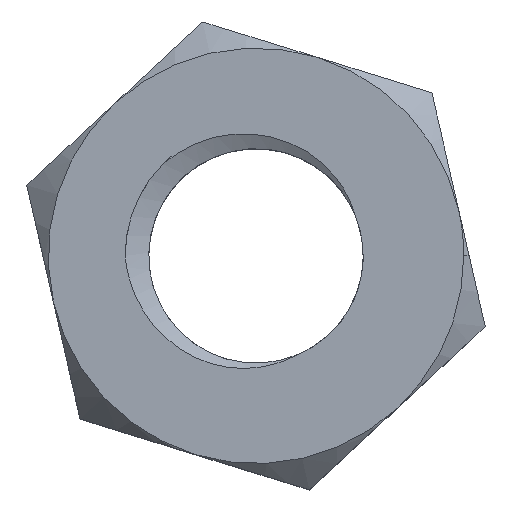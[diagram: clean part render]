
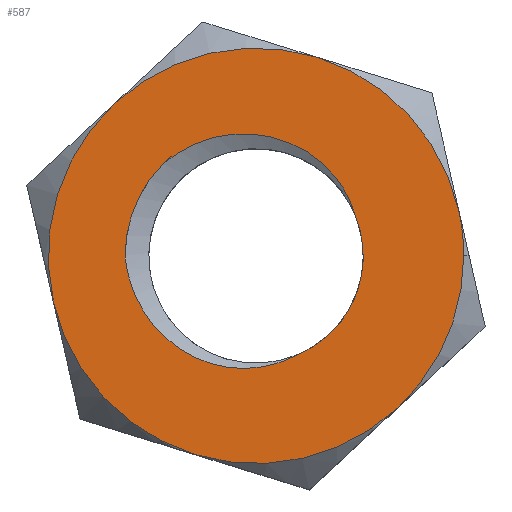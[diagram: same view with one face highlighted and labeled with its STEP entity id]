
A CAD part, top view. The second image highlights one B-rep face of the part: STEP entity #587.
In plain terms, the highlighted planar face has unit normal (0, 0, 1).
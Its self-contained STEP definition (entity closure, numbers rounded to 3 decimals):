
#12 = DIRECTION ( 'NONE',  ( 1., 0., 0. ) ) ;
#24 = DIRECTION ( 'NONE',  ( 0., 0., 1. ) ) ;
#31 = CARTESIAN_POINT ( 'NONE',  ( 2.322, 0.53, 1. ) ) ;
#36 = CARTESIAN_POINT ( 'NONE',  ( 0.613, -1.078, 1. ) ) ;
#39 = B_SPLINE_CURVE_WITH_KNOTS ( 'NONE', 3,
 ( #495, #1810, #1071, #653, #1236, #783, #1656, #1371, #36, #1521 ),
 .UNSPECIFIED., .F., .F.,
 ( 4, 2, 2, 2, 4 ),
 ( 0., 0., 0.001, 0.001, 0.002 ),
 .UNSPECIFIED. ) ;
#48 = CARTESIAN_POINT ( 'NONE',  ( -0.984, 1.124, 1. ) ) ;
#54 = DIRECTION ( 'NONE',  ( 1., 0., 0. ) ) ;
#69 = DIRECTION ( 'NONE',  ( 1., 0., 0. ) ) ;
#88 = DIRECTION ( 'NONE',  ( 1., 0., 0. ) ) ;
#93 = CARTESIAN_POINT ( 'NONE',  ( -1.491, -0.112, 1. ) ) ;
#122 = CIRCLE ( 'NONE', #377, 1.5 ) ;
#131 = EDGE_CURVE ( 'NONE', #1096, #265, #39, .T. ) ;
#162 = VERTEX_POINT ( 'NONE', #899 ) ;
#175 = CARTESIAN_POINT ( 'NONE',  ( 1.133, 0.477, 1. ) ) ;
#193 = EDGE_CURVE ( 'NONE', #745, #162, #944, .T. ) ;
#219 = AXIS2_PLACEMENT_3D ( 'NONE', #1003, #678, #1125 ) ;
#221 = CARTESIAN_POINT ( 'NONE',  ( 0.038, -1.298, 1. ) ) ;
#238 = VERTEX_POINT ( 'NONE', #968 ) ;
#240 = CARTESIAN_POINT ( 'NONE',  ( -1.011, -0.983, 1. ) ) ;
#247 = ORIENTED_EDGE ( 'NONE', *, *, #1137, .T. ) ;
#265 = VERTEX_POINT ( 'NONE', #1216 ) ;
#277 = AXIS2_PLACEMENT_3D ( 'NONE', #974, #690, #1869 ) ;
#320 = EDGE_CURVE ( 'NONE', #1434, #1096, #1177, .T. ) ;
#326 = CARTESIAN_POINT ( 'NONE',  ( -0.585, 1.331, 1. ) ) ;
#333 = CARTESIAN_POINT ( 'NONE',  ( 0., 0., 1. ) ) ;
#377 = AXIS2_PLACEMENT_3D ( 'NONE', #1078, #24, #1518 ) ;
#405 = DIRECTION ( 'NONE',  ( 0., 0., 1. ) ) ;
#493 = CARTESIAN_POINT ( 'NONE',  ( -0.259, 1.412, 1. ) ) ;
#495 = CARTESIAN_POINT ( 'NONE',  ( 1.133, 0.477, 1. ) ) ;
#507 = AXIS2_PLACEMENT_3D ( 'NONE', #650, #790, #54 ) ;
#513 = CARTESIAN_POINT ( 'NONE',  ( -1.398, -0.434, 1. ) ) ;
#547 = DIRECTION ( 'NONE',  ( 1., 0., 0. ) ) ;
#552 = EDGE_CURVE ( 'NONE', #818, #745, #981, .T. ) ;
#565 = EDGE_CURVE ( 'NONE', #1294, #238, #1068, .T. ) ;
#586 = CARTESIAN_POINT ( 'NONE',  ( -2.322, -0.53, 1. ) ) ;
#587 = ADVANCED_FACE ( 'NONE', ( #1407, #1729 ), #1262, .T. ) ;
#644 = AXIS2_PLACEMENT_3D ( 'NONE', #713, #975, #821 ) ;
#650 = CARTESIAN_POINT ( 'NONE',  ( 0., 0., 1. ) ) ;
#653 = CARTESIAN_POINT ( 'NONE',  ( 1.23, -0.16, 1. ) ) ;
#666 = CARTESIAN_POINT ( 'NONE',  ( -1.174, -0.821, 1. ) ) ;
#678 = DIRECTION ( 'NONE',  ( 0., 0., 1. ) ) ;
#689 = CARTESIAN_POINT ( 'NONE',  ( -0.296, -1.287, 1. ) ) ;
#690 = DIRECTION ( 'NONE',  ( 0., 0., 1. ) ) ;
#713 = CARTESIAN_POINT ( 'NONE',  ( 0., 0., 1. ) ) ;
#745 = VERTEX_POINT ( 'NONE', #586 ) ;
#768 = ORIENTED_EDGE ( 'NONE', *, *, #1474, .T. ) ;
#783 = CARTESIAN_POINT ( 'NONE',  ( 1.073, -0.622, 1. ) ) ;
#790 = DIRECTION ( 'NONE',  ( 0., 0., 1. ) ) ;
#798 = ORIENTED_EDGE ( 'NONE', *, *, #131, .T. ) ;
#818 = VERTEX_POINT ( 'NONE', #1748 ) ;
#821 = DIRECTION ( 'NONE',  ( 1., 0., 0. ) ) ;
#847 = CARTESIAN_POINT ( 'NONE',  ( -1.35, -0.537, 1. ) ) ;
#893 = EDGE_CURVE ( 'NONE', #1434, #1489, #122, .T. ) ;
#899 = CARTESIAN_POINT ( 'NONE',  ( -0.702, -2.276, 1. ) ) ;
#910 = CARTESIAN_POINT ( 'NONE',  ( 1.62, -1.746, 1. ) ) ;
#923 = DIRECTION ( 'NONE',  ( 0., 0., 1. ) ) ;
#926 = CARTESIAN_POINT ( 'NONE',  ( -1.07, 1.051, 1. ) ) ;
#939 = EDGE_CURVE ( 'NONE', #238, #1790, #1495, .T. ) ;
#944 = CIRCLE ( 'NONE', #1281, 2.382 ) ;
#954 = CARTESIAN_POINT ( 'NONE',  ( 0.409, 1.304, 1. ) ) ;
#960 = ORIENTED_EDGE ( 'NONE', *, *, #193, .T. ) ;
#968 = CARTESIAN_POINT ( 'NONE',  ( 2.382, 0., 1. ) ) ;
#971 = VERTEX_POINT ( 'NONE', #1509 ) ;
#974 = CARTESIAN_POINT ( 'NONE',  ( 0., 0., 1. ) ) ;
#975 = DIRECTION ( 'NONE',  ( 0., 0., 1. ) ) ;
#981 = CIRCLE ( 'NONE', #644, 2.382 ) ;
#993 = CARTESIAN_POINT ( 'NONE',  ( 0.461, -1.14, 1. ) ) ;
#1003 = CARTESIAN_POINT ( 'NONE',  ( 0., 0., 1. ) ) ;
#1005 = CIRCLE ( 'NONE', #277, 2.382 ) ;
#1023 = EDGE_CURVE ( 'NONE', #162, #1294, #1556, .T. ) ;
#1068 = CIRCLE ( 'NONE', #1880, 2.382 ) ;
#1071 = CARTESIAN_POINT ( 'NONE',  ( 1.229, 0.163, 1. ) ) ;
#1078 = CARTESIAN_POINT ( 'NONE',  ( 0., 0., 1. ) ) ;
#1096 = VERTEX_POINT ( 'NONE', #1859 ) ;
#1118 = CARTESIAN_POINT ( 'NONE',  ( 0., 0., 1. ) ) ;
#1122 = DIRECTION ( 'NONE',  ( 0., 0., 1. ) ) ;
#1125 = DIRECTION ( 'NONE',  ( 1., 0., 0. ) ) ;
#1137 = EDGE_CURVE ( 'NONE', #265, #1489, #1325, .T. ) ;
#1150 = CARTESIAN_POINT ( 'NONE',  ( -1.5, 0., 1. ) ) ;
#1177 = B_SPLINE_CURVE_WITH_KNOTS ( 'NONE', 3,
 ( #926, #48, #1234, #1829, #326, #493, #1672, #954, #1539, #1530, #1397, #175 ),
 .UNSPECIFIED., .F., .F.,
 ( 4, 2, 2, 2, 2, 4 ),
 ( 0., 0., 0.001, 0.001, 0.002, 0.003 ),
 .UNSPECIFIED. ) ;
#1216 = CARTESIAN_POINT ( 'NONE',  ( 0.461, -1.14, 1. ) ) ;
#1234 = CARTESIAN_POINT ( 'NONE',  ( -0.891, 1.187, 1. ) ) ;
#1236 = CARTESIAN_POINT ( 'NONE',  ( 1.197, -0.323, 1. ) ) ;
#1257 = DIRECTION ( 'NONE',  ( 0., 0., 1. ) ) ;
#1262 = PLANE ( 'NONE',  #219 ) ;
#1269 = CARTESIAN_POINT ( 'NONE',  ( 0., 0., 1. ) ) ;
#1276 = CARTESIAN_POINT ( 'NONE',  ( -0.409, -1.268, 1. ) ) ;
#1281 = AXIS2_PLACEMENT_3D ( 'NONE', #1118, #1257, #88 ) ;
#1294 = VERTEX_POINT ( 'NONE', #910 ) ;
#1325 = B_SPLINE_CURVE_WITH_KNOTS ( 'NONE', 3,
 ( #993, #1557, #221, #689, #1276, #1878, #1573, #240, #666, #847, #513, #1435, #93, #1150 ),
 .UNSPECIFIED., .F., .F.,
 ( 4, 2, 2, 2, 2, 2, 4 ),
 ( 0., 0.001, 0.001, 0.001, 0.002, 0.002, 0.003 ),
 .UNSPECIFIED. ) ;
#1371 = CARTESIAN_POINT ( 'NONE',  ( 0.749, -0.989, 1. ) ) ;
#1397 = CARTESIAN_POINT ( 'NONE',  ( 1.07, 0.695, 1. ) ) ;
#1407 = FACE_BOUND ( 'NONE', #1771, .T. ) ;
#1419 = CARTESIAN_POINT ( 'NONE',  ( 0., 0., 1. ) ) ;
#1434 = VERTEX_POINT ( 'NONE', #1860 ) ;
#1435 = CARTESIAN_POINT ( 'NONE',  ( -1.468, -0.223, 1. ) ) ;
#1453 = ORIENTED_EDGE ( 'NONE', *, *, #939, .T. ) ;
#1474 = EDGE_CURVE ( 'NONE', #971, #818, #1005, .T. ) ;
#1489 = VERTEX_POINT ( 'NONE', #1692 ) ;
#1495 = CIRCLE ( 'NONE', #507, 2.382 ) ;
#1509 = CARTESIAN_POINT ( 'NONE',  ( 0.702, 2.276, 1. ) ) ;
#1518 = DIRECTION ( 'NONE',  ( 1., 0., 0. ) ) ;
#1521 = CARTESIAN_POINT ( 'NONE',  ( 0.461, -1.14, 1. ) ) ;
#1524 = CIRCLE ( 'NONE', #1558, 2.382 ) ;
#1530 = CARTESIAN_POINT ( 'NONE',  ( 0.947, 0.892, 1. ) ) ;
#1539 = CARTESIAN_POINT ( 'NONE',  ( 0.615, 1.197, 1. ) ) ;
#1544 = ORIENTED_EDGE ( 'NONE', *, *, #552, .T. ) ;
#1556 = CIRCLE ( 'NONE', #1811, 2.382 ) ;
#1557 = CARTESIAN_POINT ( 'NONE',  ( 0.262, -1.246, 1. ) ) ;
#1558 = AXIS2_PLACEMENT_3D ( 'NONE', #333, #923, #12 ) ;
#1573 = CARTESIAN_POINT ( 'NONE',  ( -0.725, -1.156, 1. ) ) ;
#1607 = ORIENTED_EDGE ( 'NONE', *, *, #565, .T. ) ;
#1619 = EDGE_LOOP ( 'NONE', ( #1607, #1453, #1669, #768, #1544, #960, #1650 ) ) ;
#1650 = ORIENTED_EDGE ( 'NONE', *, *, #1023, .T. ) ;
#1656 = CARTESIAN_POINT ( 'NONE',  ( 0.981, -0.759, 1. ) ) ;
#1667 = EDGE_CURVE ( 'NONE', #1790, #971, #1524, .T. ) ;
#1669 = ORIENTED_EDGE ( 'NONE', *, *, #1667, .T. ) ;
#1672 = CARTESIAN_POINT ( 'NONE',  ( -0.027, 1.412, 1. ) ) ;
#1689 = ORIENTED_EDGE ( 'NONE', *, *, #893, .F. ) ;
#1692 = CARTESIAN_POINT ( 'NONE',  ( -1.5, 0., 1. ) ) ;
#1729 = FACE_OUTER_BOUND ( 'NONE', #1619, .T. ) ;
#1748 = CARTESIAN_POINT ( 'NONE',  ( -1.62, 1.746, 1. ) ) ;
#1771 = EDGE_LOOP ( 'NONE', ( #1689, #1801, #798, #247 ) ) ;
#1790 = VERTEX_POINT ( 'NONE', #31 ) ;
#1801 = ORIENTED_EDGE ( 'NONE', *, *, #320, .T. ) ;
#1810 = CARTESIAN_POINT ( 'NONE',  ( 1.197, 0.326, 1. ) ) ;
#1811 = AXIS2_PLACEMENT_3D ( 'NONE', #1269, #1122, #69 ) ;
#1829 = CARTESIAN_POINT ( 'NONE',  ( -0.692, 1.29, 1. ) ) ;
#1859 = CARTESIAN_POINT ( 'NONE',  ( 1.133, 0.477, 1. ) ) ;
#1860 = CARTESIAN_POINT ( 'NONE',  ( -1.07, 1.051, 1. ) ) ;
#1869 = DIRECTION ( 'NONE',  ( 1., 0., 0. ) ) ;
#1878 = CARTESIAN_POINT ( 'NONE',  ( -0.621, -1.204, 1. ) ) ;
#1880 = AXIS2_PLACEMENT_3D ( 'NONE', #1419, #405, #547 ) ;
